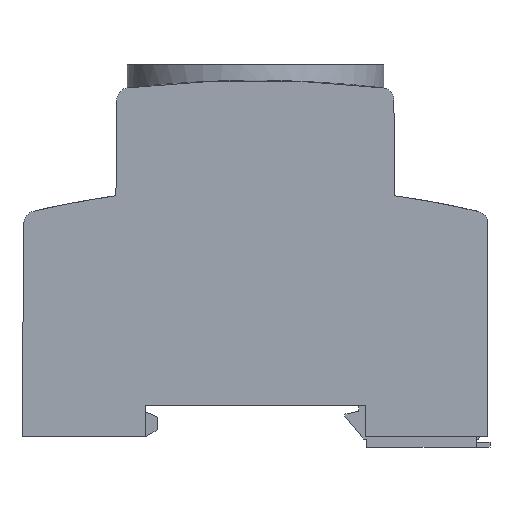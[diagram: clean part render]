
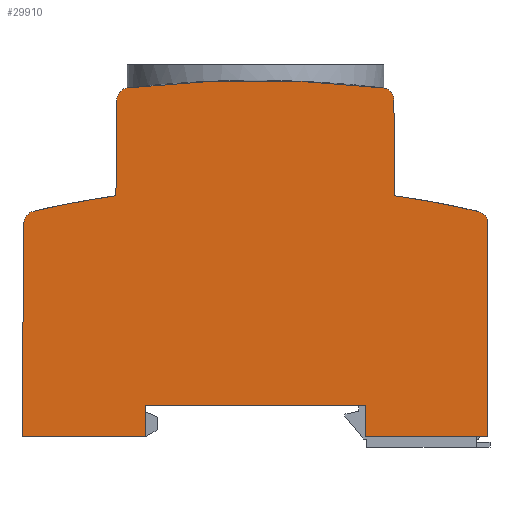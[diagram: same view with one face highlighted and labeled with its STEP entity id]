
A CAD part, left-side view. The second image highlights one B-rep face of the part: STEP entity #29910.
In plain terms, the highlighted face is planar.
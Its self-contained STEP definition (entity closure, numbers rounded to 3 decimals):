
#6440=CARTESIAN_POINT('',(106.975,16.056,-20.25));
#6450=VERTEX_POINT('',#6440);
#6500=CARTESIAN_POINT('',(45.021,16.056,-20.25));
#6510=DIRECTION('',(1.,0.,0.));
#6520=VECTOR('',#6510,1.);
#6530=LINE('',#6500,#6520);
#6540=CARTESIAN_POINT('',(87.091,16.056,-20.25));
#6550=VERTEX_POINT('',#6540);
#6560=EDGE_CURVE('',#6550,#6450,#6530,.T.);
#14350=CARTESIAN_POINT('',(46.992,70.373,-20.25));
#14360=VERTEX_POINT('',#14350);
#14530=CARTESIAN_POINT('',(46.858,54.948,-20.25));
#14540=VERTEX_POINT('',#14530);
#14570=CARTESIAN_POINT('',(46.861,55.264,-20.25));
#14580=DIRECTION('',(-0.009,-1.,
0.));
#14590=VECTOR('',#14580,1.);
#14600=LINE('',#14570,#14590);
#14610=EDGE_CURVE('',#14360,#14540,#14600,.T.);
#17770=CARTESIAN_POINT('',(91.825,54.948,-20.25));
#17780=VERTEX_POINT('',#17770);
#17810=CARTESIAN_POINT('',(69.341,-101.444,-20.25));
#17820=DIRECTION('',(0.,0.,-1.));
#17830=DIRECTION('',(-1.,0.,0.));
#17840=AXIS2_PLACEMENT_3D('',#17810,#17820,#17830);
#17850=CIRCLE('',#17840,158.);
#17860=CARTESIAN_POINT('',(105.127,52.45,-20.25));
#17870=VERTEX_POINT('',#17860);
#17880=EDGE_CURVE('',#17780,#17870,#17850,.T.);
#21400=CARTESIAN_POINT('',(45.021,21.056,-20.25));
#21410=DIRECTION('',(1.,0.,0.));
#21420=VECTOR('',#21410,1.);
#21430=LINE('',#21400,#21420);
#21440=CARTESIAN_POINT('',(51.591,21.056,-20.25));
#21450=VERTEX_POINT('',#21440);
#21460=CARTESIAN_POINT('',(87.091,21.056,-20.25));
#21470=VERTEX_POINT('',#21460);
#21480=EDGE_CURVE('',#21450,#21470,#21430,.T.);
#24020=CARTESIAN_POINT('',(87.091,55.264,-20.25));
#24030=DIRECTION('',(0.,-1.,0.));
#24040=VECTOR('',#24030,1.);
#24050=LINE('',#24020,#24040);
#24060=EDGE_CURVE('',#21470,#6550,#24050,.T.);
#28910=CARTESIAN_POINT('',(69.341,23.506,-20.25));
#28920=DIRECTION('',(0.,0.,-1.));
#28930=DIRECTION('',(-1.,0.,0.));
#28940=AXIS2_PLACEMENT_3D('',#28910,#28920,#28930);
#28950=PLANE('',#28940);
#28960=CARTESIAN_POINT('',(89.69,70.355,-20.25));
#28970=DIRECTION('',(0.,0.,1.));
#28980=DIRECTION('',(1.,0.,0.));
#28990=AXIS2_PLACEMENT_3D('',#28960,#28970,#28980);
#29000=CIRCLE('',#28990,2.);
#29010=CARTESIAN_POINT('',(91.69,70.373,-20.25));
#29020=VERTEX_POINT('',#29010);
#29030=CARTESIAN_POINT('',(89.926,72.341,-20.25));
#29040=VERTEX_POINT('',#29030);
#29050=EDGE_CURVE('',#29020,#29040,#29000,.T.);
#29060=ORIENTED_EDGE('',*,*,#29050,.F.);
#29070=CARTESIAN_POINT('',(69.341,-101.444,-20.25));
#29080=DIRECTION('',(0.,0.,-1.));
#29090=DIRECTION('',(-1.,0.,0.));
#29100=AXIS2_PLACEMENT_3D('',#29070,#29080,#29090);
#29110=CIRCLE('',#29100,175.);
#29120=CARTESIAN_POINT('',(48.757,72.341,-20.25));
#29130=VERTEX_POINT('',#29120);
#29140=EDGE_CURVE('',#29130,#29040,#29110,.T.);
#29150=ORIENTED_EDGE('',*,*,#29140,.T.);
#29160=CARTESIAN_POINT('',(48.992,70.355,-20.25));
#29170=DIRECTION('',(0.,0.,-1.));
#29180=DIRECTION('',(-1.,0.,0.));
#29190=AXIS2_PLACEMENT_3D('',#29160,#29170,#29180);
#29200=CIRCLE('',#29190,2.);
#29210=EDGE_CURVE('',#14360,#29130,#29200,.T.);
#29220=ORIENTED_EDGE('',*,*,#29210,.T.);
#29230=ORIENTED_EDGE('',*,*,#14610,.F.);
#29240=CARTESIAN_POINT('',(69.341,-101.444,-20.25));
#29250=DIRECTION('',(0.,0.,-1.));
#29260=DIRECTION('',(-1.,0.,0.));
#29270=AXIS2_PLACEMENT_3D('',#29240,#29250,#29260);
#29280=CIRCLE('',#29270,158.);
#29290=CARTESIAN_POINT('',(33.386,52.411,
-20.25));
#29300=VERTEX_POINT('',#29290);
#29310=EDGE_CURVE('',#29300,#14540,#29280,.T.);
#29320=ORIENTED_EDGE('',*,*,#29310,.T.);
#29330=CARTESIAN_POINT('',(33.841,50.463,
-20.25));
#29340=DIRECTION('',(0.,0.,-1.));
#29350=DIRECTION('',(-1.,0.,0.));
#29360=AXIS2_PLACEMENT_3D('',#29330,#29340,#29350);
#29370=CIRCLE('',#29360,2.);
#29380=CARTESIAN_POINT('',(31.841,50.463,
-20.25));
#29390=VERTEX_POINT('',#29380);
#29400=EDGE_CURVE('',#29390,#29300,#29370,.T.);
#29410=ORIENTED_EDGE('',*,*,#29400,.T.);
#29420=CARTESIAN_POINT('',(31.841,55.264,
-20.25));
#29430=DIRECTION('',(0.,1.,0.));
#29440=VECTOR('',#29430,1.);
#29450=LINE('',#29420,#29440);
#29460=CARTESIAN_POINT('',(31.841,16.056,-20.25));
#29470=VERTEX_POINT('',#29460);
#29480=EDGE_CURVE('',#29470,#29390,#29450,.T.);
#29490=ORIENTED_EDGE('',*,*,#29480,.T.);
#29500=CARTESIAN_POINT('',(45.021,16.056,-20.25));
#29510=DIRECTION('',(1.,0.,0.));
#29520=VECTOR('',#29510,1.);
#29530=LINE('',#29500,#29520);
#29540=CARTESIAN_POINT('',(51.591,16.056,-20.25));
#29550=VERTEX_POINT('',#29540);
#29560=EDGE_CURVE('',#29470,#29550,#29530,.T.);
#29570=ORIENTED_EDGE('',*,*,#29560,.F.);
#29580=CARTESIAN_POINT('',(51.591,55.264,-20.25));
#29590=DIRECTION('',(0.,-1.,0.));
#29600=VECTOR('',#29590,1.);
#29610=LINE('',#29580,#29600);
#29620=EDGE_CURVE('',#21450,#29550,#29610,.T.);
#29630=ORIENTED_EDGE('',*,*,#29620,.T.);
#29640=ORIENTED_EDGE('',*,*,#21480,.F.);
#29650=ORIENTED_EDGE('',*,*,#24060,.F.);
#29660=ORIENTED_EDGE('',*,*,#6560,.F.);
#29670=CARTESIAN_POINT('',(106.633,55.264,-20.25));
#29680=DIRECTION('',(0.009,-1.,
0.));
#29690=VECTOR('',#29680,1.);
#29700=LINE('',#29670,#29690);
#29710=CARTESIAN_POINT('',(106.674,50.52,-20.25));
#29720=VERTEX_POINT('',#29710);
#29730=EDGE_CURVE('',#29720,#6450,#29700,.T.);
#29740=ORIENTED_EDGE('',*,*,#29730,.T.);
#29750=CARTESIAN_POINT('',(104.674,50.502,-20.25));
#29760=DIRECTION('',(0.,0.,-1.));
#29770=DIRECTION('',(-1.,0.,0.));
#29780=AXIS2_PLACEMENT_3D('',#29750,#29760,#29770);
#29790=CIRCLE('',#29780,2.);
#29800=EDGE_CURVE('',#17870,#29720,#29790,.T.);
#29810=ORIENTED_EDGE('',*,*,#29800,.T.);
#29820=ORIENTED_EDGE('',*,*,#17880,.T.);
#29830=CARTESIAN_POINT('',(91.822,55.264,-20.25));
#29840=DIRECTION('',(-0.009,1.,
0.));
#29850=VECTOR('',#29840,1.);
#29860=LINE('',#29830,#29850);
#29870=EDGE_CURVE('',#17780,#29020,#29860,.T.);
#29880=ORIENTED_EDGE('',*,*,#29870,.F.);
#29890=EDGE_LOOP('',(#29880,#29820,#29810,#29740,#29660,#29650,#29640,
#29630,#29570,#29490,#29410,#29320,#29230,#29220,#29150,#29060));
#29900=FACE_OUTER_BOUND('',#29890,.T.);
#29910=ADVANCED_FACE('',(#29900),#28950,.T.);
